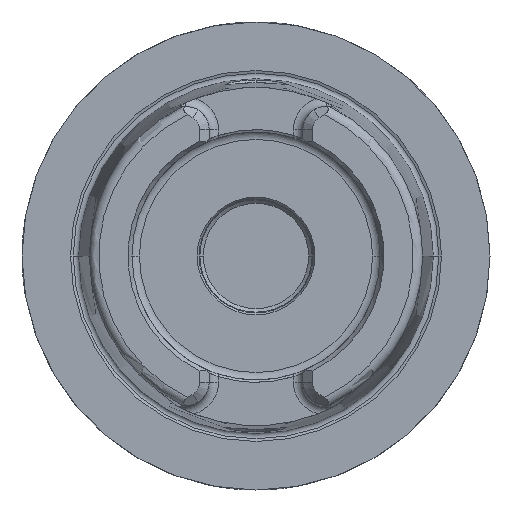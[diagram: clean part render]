
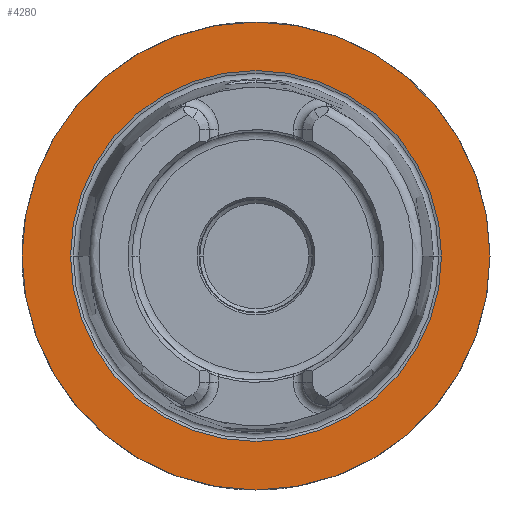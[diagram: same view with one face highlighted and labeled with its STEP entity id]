
A CAD part, left-side view. The second image highlights one B-rep face of the part: STEP entity #4280.
In plain terms, the highlighted planar face has unit normal (-1, 0, 0).
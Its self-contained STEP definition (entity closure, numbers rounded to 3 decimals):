
#905=CARTESIAN_POINT('',(0.,0.,0.));
#906=DIRECTION('',(1.,0.,0.));
#907=DIRECTION('',(0.,1.,0.));
#908=AXIS2_PLACEMENT_3D('',#905,#906,#907);
#910=CARTESIAN_POINT('',(0.,0.,0.));
#911=DIRECTION('',(-1.,0.,0.));
#912=DIRECTION('',(0.,1.,0.));
#913=AXIS2_PLACEMENT_3D('',#910,#911,#912);
#915=CARTESIAN_POINT('',(0.,0.,0.));
#916=DIRECTION('',(-1.,0.,0.));
#917=DIRECTION('',(0.,-1.,0.));
#918=AXIS2_PLACEMENT_3D('',#915,#916,#917);
#920=CARTESIAN_POINT('',(0.,0.,0.));
#921=DIRECTION('',(-1.,0.,0.));
#922=DIRECTION('',(0.,1.,0.));
#923=AXIS2_PLACEMENT_3D('',#920,#921,#922);
#2835=CARTESIAN_POINT('',(0.,50.,0.));
#2836=CARTESIAN_POINT('',(0.,-50.,0.));
#2837=VERTEX_POINT('',#2835);
#2838=VERTEX_POINT('',#2836);
#2863=CARTESIAN_POINT('',(0.,-39.632,0.));
#2864=VERTEX_POINT('',#2863);
#2865=CARTESIAN_POINT('',(0.,39.632,0.));
#2866=VERTEX_POINT('',#2865);
#4265=CARTESIAN_POINT('',(0.,0.,0.));
#4266=DIRECTION('',(1.,0.,0.));
#4267=DIRECTION('',(0.,-1.,0.));
#4268=AXIS2_PLACEMENT_3D('',#4265,#4266,#4267);
#4269=PLANE('',#4268);
#4271=ORIENTED_EDGE('',*,*,#4270,.T.);
#4273=ORIENTED_EDGE('',*,*,#4272,.F.);
#4274=EDGE_LOOP('',(#4271,#4273));
#4275=FACE_OUTER_BOUND('',#4274,.F.);
#4276=ORIENTED_EDGE('',*,*,#4260,.T.);
#4277=ORIENTED_EDGE('',*,*,#4244,.T.);
#4278=EDGE_LOOP('',(#4276,#4277));
#4279=FACE_BOUND('',#4278,.F.);
#4280=ADVANCED_FACE('',(#4275,#4279),#4269,.F.);
#909=CIRCLE('',#908,50.);
#914=CIRCLE('',#913,50.);
#919=CIRCLE('',#918,39.632);
#924=CIRCLE('',#923,39.632);
#4244=EDGE_CURVE('',#2866,#2864,#924,.T.);
#4260=EDGE_CURVE('',#2864,#2866,#919,.T.);
#4270=EDGE_CURVE('',#2837,#2838,#909,.T.);
#4272=EDGE_CURVE('',#2837,#2838,#914,.T.);
